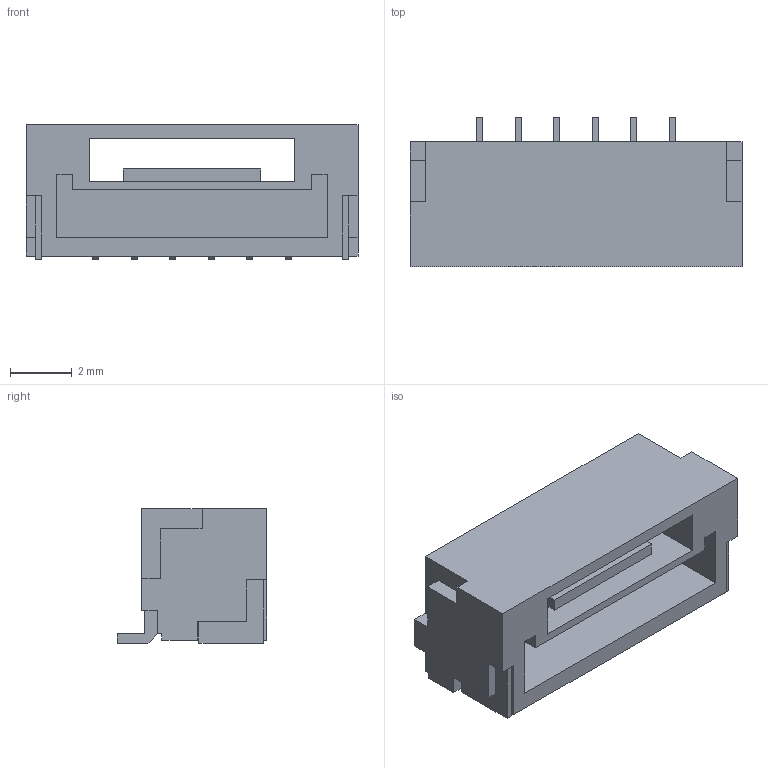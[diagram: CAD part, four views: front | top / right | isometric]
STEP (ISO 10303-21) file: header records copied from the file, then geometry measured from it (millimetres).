
FILE_DESCRIPTION( ( 'Unknown' ), '1' );
FILE_NAME( 'JST_GH_SM06B-GHS-TB_1x06-1MP_P1.25mm_Horizontal.step', 'Unknown', ( 'Unknown' ), ( 'Unknown' ), 'PSStep 15.0.49', 'Unknown', ' ' );
FILE_SCHEMA( ( 'AUTOMOTIVE_DESIGN { 1 0 10303 214 1 1 1 1 }' ) );
Length unit declared in the file: millimetre
Products named in the file (1): SM06B-GHS
Bounding box: 10.75 x 4.85 x 4.35 mm (x, y, z)
Volume: 104.3 mm3; surface area: 333.4 mm2
Topology: 1 solids, 1 shells, 108 faces, 296 edges, 192 vertices
Faces by surface type: plane 108
Entity records: 4216 total; most frequent: CARTESIAN_POINT 597, ORIENTED_EDGE 592, DIRECTION 514, EDGE_CURVE 296, LINE 296, VECTOR 296, VERTEX_POINT 192, EDGE_LOOP 112
